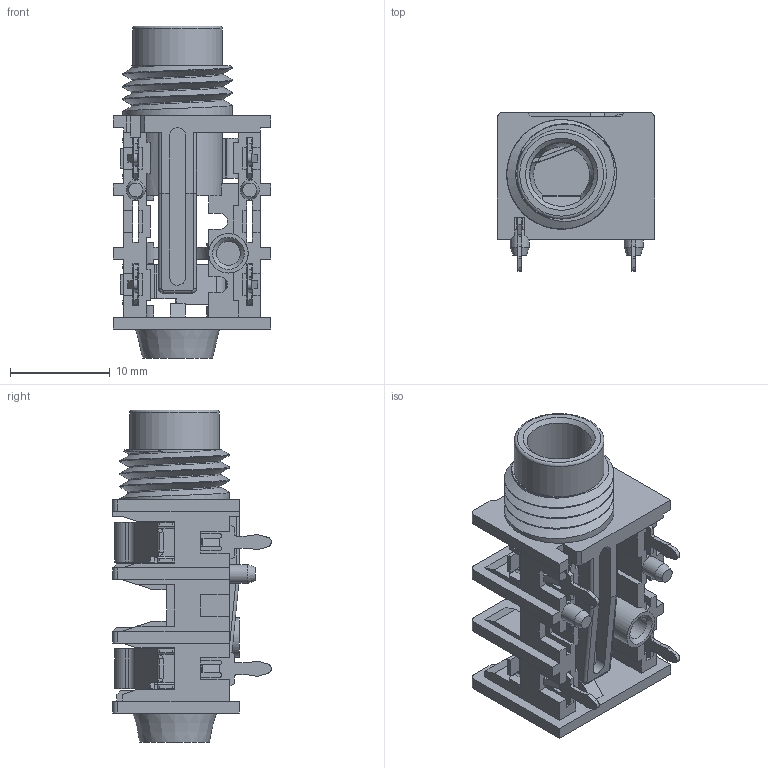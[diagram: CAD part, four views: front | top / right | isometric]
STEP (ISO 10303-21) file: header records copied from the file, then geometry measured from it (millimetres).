
FILE_DESCRIPTION(/* description */ (''),/* implementation_level */ '2;1');
FILE_NAME(/* name */ 'ACJM-HHOP.stp',/* time_stamp */ '2025-09-25T11:17:57+10:00',/* author */ ('minh'),/* organization */ (''),/* preprocessor_version */ 'ST-DEVELOPER v19.2',/* originating_system */ 'Autodesk Inventor 2023',/* authorisation */ '');
FILE_SCHEMA (('AUTOMOTIVE_DESIGN { 1 0 10303 214 3 1 1 }'));
Length unit declared in the file: inch
Products named in the file (1): ACJM-HHOP
Bounding box: 15.75 x 15.9 x 33.3 mm (x, y, z)
Volume: 1992.3 mm3; surface area: 4045.1 mm2
Topology: 1 solids, 1 shells, 636 faces, 1873 edges, 1206 vertices
Faces by surface type: plane 482, cylinder 125, bspline 22, cone 6, torus 1
Full cylindrical faces by diameter (mm): 1.9 x2, 2.4 x1, 3.95 x1, 6.43 x1, 9 x1, 9.2 x2, 11 x3
Entity records: 24573 total; most frequent: CARTESIAN_POINT 6771, ORIENTED_EDGE 3746, DIRECTION 3341, EDGE_CURVE 1873, LINE 1529, VECTOR 1529, VERTEX_POINT 1206, AXIS2_PLACEMENT_3D 906
